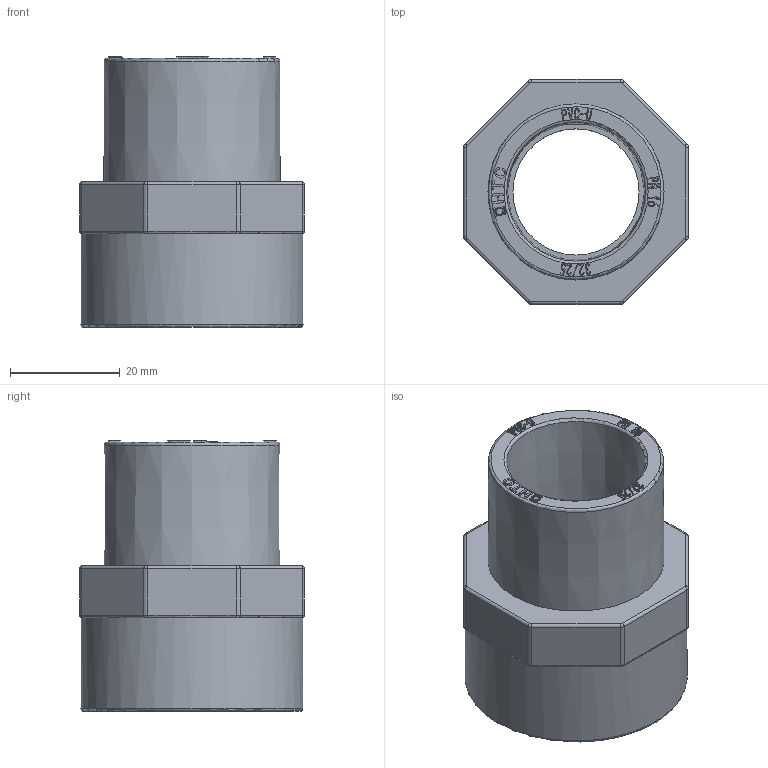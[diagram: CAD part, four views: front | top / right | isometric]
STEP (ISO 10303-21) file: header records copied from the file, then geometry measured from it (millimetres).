
FILE_DESCRIPTION(/* description */ (''),/* implementation_level */ '2;1');
FILE_NAME(/* name */ '25-32X1内外插内螺纹变接头.stp',/* time_stamp */ '2024-03-25T15:43:24+08:00',/* author */ (''),/* organization */ (''),/* preprocessor_version */ 'ST-DEVELOPER v16',/* originating_system */ 'SIEMENS PLM Software NX 10.0',/* authorisation */ '');
FILE_SCHEMA (('AUTOMOTIVE_DESIGN { 1 0 10303 214 3 1 1 1 }'));
Length unit declared in the file: millimetre
Products named in the file (1): gelv1410B640vng7
Bounding box: 41 x 41 x 49.3 mm (x, y, z)
Volume: 23186.9 mm3; surface area: 13232.4 mm2
Topology: 1 solids, 1 shells, 735 faces, 2068 edges, 1361 vertices
Faces by surface type: plane 643, cylinder 51, bspline 26, extrusion 9, torus 4, cone 2
Full cylindrical faces by diameter (mm): 1.167 x1, 1.556 x1, 23 x1, 33.249 x8, 36 x1, 40.5 x1
Entity records: 28040 total; most frequent: CARTESIAN_POINT 11748, ORIENTED_EDGE 4050, DIRECTION 2334, EDGE_CURVE 2025, VERTEX_POINT 1338, B_SPLINE_CURVE_WITH_KNOTS 1225, AXIS2_PLACEMENT_3D 823, EDGE_LOOP 767
